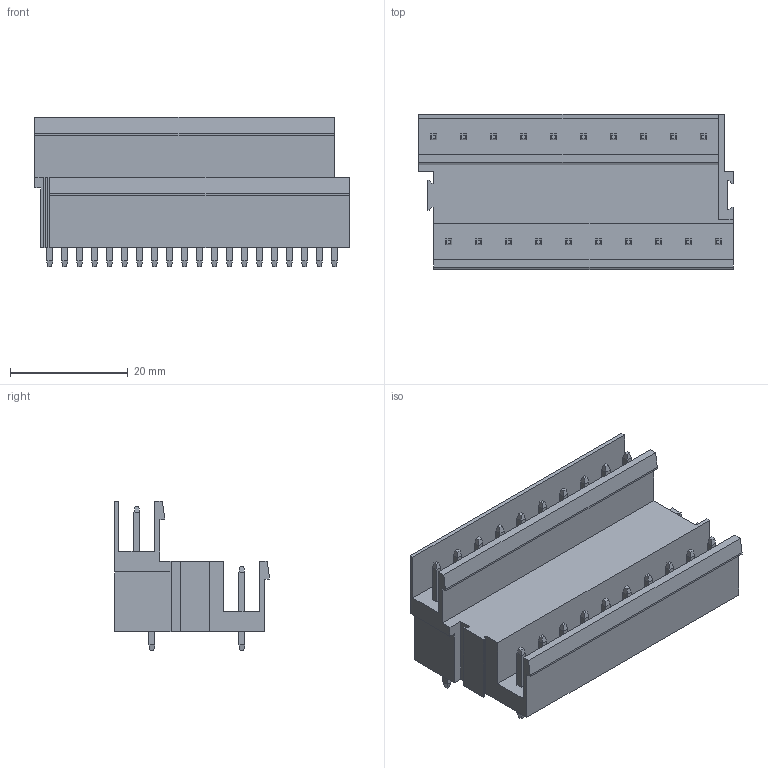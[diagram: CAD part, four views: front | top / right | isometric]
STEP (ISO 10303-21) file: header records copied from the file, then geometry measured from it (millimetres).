
FILE_DESCRIPTION(('CATIA V5 STEP Exchange','CAx-IF Rec.Pracs.--- Model Styling and Organization---1.2---2011-12-15'),'2;1');
FILE_NAME ('D1454960_0_1725730000_1725730000.stp','2018-11-10T04:55:39+00:00',('none'),('Weidmueller'),'CATIA Version 5-6 Release 2014','CATIA V5 STEP AP214','none');
FILE_SCHEMA(('AUTOMOTIVE_DESIGN { 1 0 10303 214 1 1 1 1 }'));
Length unit declared in the file: millimetre
Products named in the file (1): 1725730000
Bounding box: 53.34 x 26.28 x 25.36 mm (x, y, z)
Volume: 14605.9 mm3; surface area: 9635 mm2
Topology: 21 solids, 21 shells, 567 faces, 1415 edges, 890 vertices
Faces by surface type: plane 487, cylinder 80
Entity records: 14728 total; most frequent: ORIENTED_EDGE 2830, CARTESIAN_POINT 2699, DIRECTION 1721, EDGE_CURVE 1415, VECTOR 1095, LINE 1095, VERTEX_POINT 890, EDGE_LOOP 607
